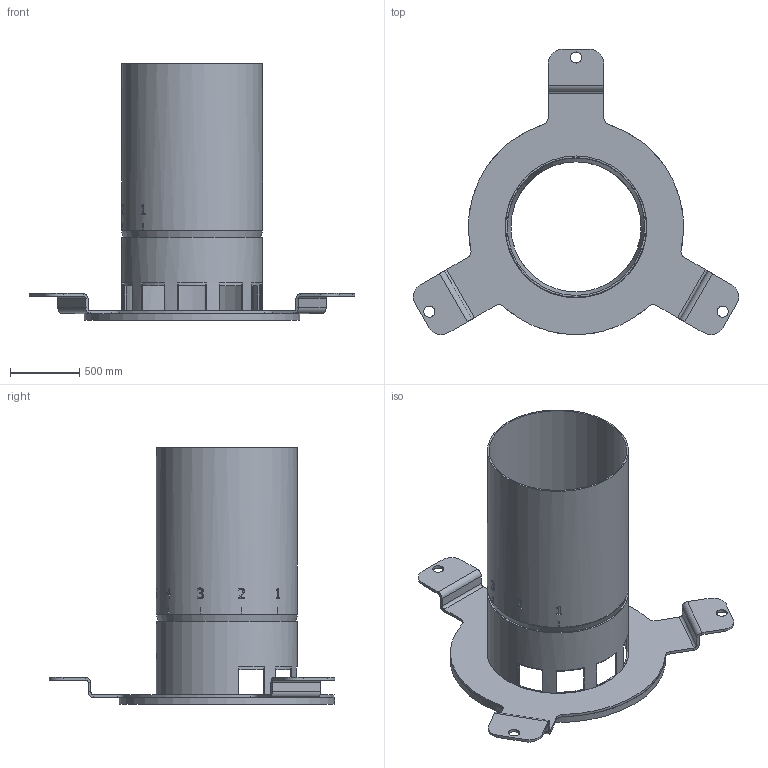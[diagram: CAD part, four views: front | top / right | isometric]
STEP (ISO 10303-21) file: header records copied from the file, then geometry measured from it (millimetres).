
FILE_DESCRIPTION(/* description */ (''),/* implementation_level */ '2;1');
FILE_NAME(/* name */ '14331.000X_3D.stp',/* time_stamp */ '2024-12-11T14:52:25+01:00',/* author */ ('CAD'),/* organization */ (''),/* preprocessor_version */ 'ST-DEVELOPER v20',/* originating_system */ 'AutoCAD Mechanical',/* authorisation */ '');
FILE_SCHEMA (('AUTOMOTIVE_DESIGN { 1 0 10303 214 3 1 1 }'));
Length unit declared in the file: centimetre
Products named in the file (2): Product; *S0
Assembly tree (1 placements, depth 2):
  Product
    *S0
Bounding box: 2343.82 x 2056.6 x 1850 mm (x, y, z)
Volume: 145916499.5 mm3; surface area: 19334844.7 mm2
Topology: 5 solids, 5 shells, 242 faces, 671 edges, 428 vertices
Faces by surface type: plane 141, cylinder 47, bspline 44, torus 6, cone 4
Full cylindrical faces by diameter (mm): 41 x5, 50 x1, 80 x3, 956 x1, 980 x1, 992 x2, 1016 x2, 1020 x1, 1300 x1, 1550 x1
Entity records: 9370 total; most frequent: CARTESIAN_POINT 3196, ORIENTED_EDGE 1338, DIRECTION 1171, EDGE_CURVE 669, VERTEX_POINT 424, AXIS2_PLACEMENT_3D 405, LINE 361, VECTOR 361
